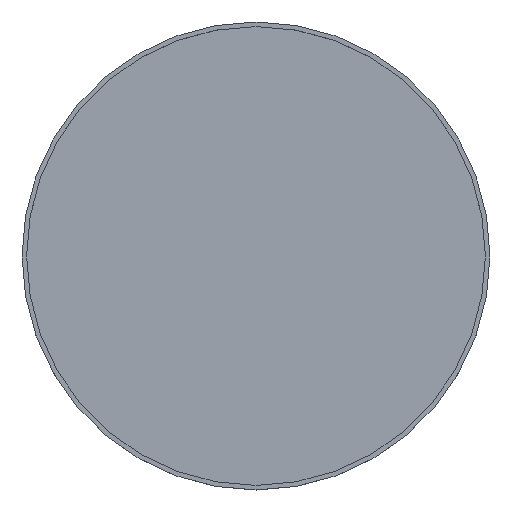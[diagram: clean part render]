
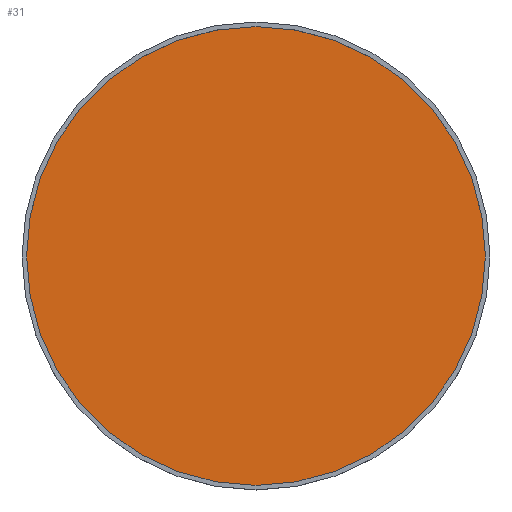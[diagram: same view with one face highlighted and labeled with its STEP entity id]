
A CAD part, top view. The second image highlights one B-rep face of the part: STEP entity #31.
In plain terms, the highlighted planar face has unit normal (0, 0, 1).
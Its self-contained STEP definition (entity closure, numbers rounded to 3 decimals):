
#31 = ADVANCED_FACE( '', ( #60 ), #61, .F. );
#60 = FACE_OUTER_BOUND( '', #85, .T. );
#61 = PLANE( '', #86 );
#85 = EDGE_LOOP( '', ( #106 ) );
#86 = AXIS2_PLACEMENT_3D( '', #107, #108, #109 );
#106 = ORIENTED_EDGE( '', *, *, #131, .F. );
#107 = CARTESIAN_POINT( '', ( 0., 0., -34. ) );
#108 = DIRECTION( '', ( 0., 0., -1. ) );
#109 = DIRECTION( '', ( -1., 0., 0. ) );
#131 = EDGE_CURVE( '', #142, #142, #143, .T. );
#142 = VERTEX_POINT( '', #155 );
#143 = CIRCLE( '', #156, 300. );
#155 = CARTESIAN_POINT( '', ( -300., 0., -34. ) );
#156 = AXIS2_PLACEMENT_3D( '', #168, #169, #170 );
#168 = CARTESIAN_POINT( '', ( 0., 0., -34. ) );
#169 = DIRECTION( '', ( 0., 0., -1. ) );
#170 = DIRECTION( '', ( -1., 0., 0. ) );
